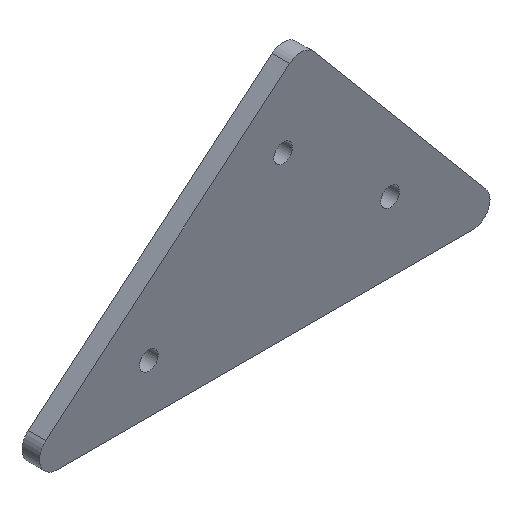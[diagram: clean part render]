
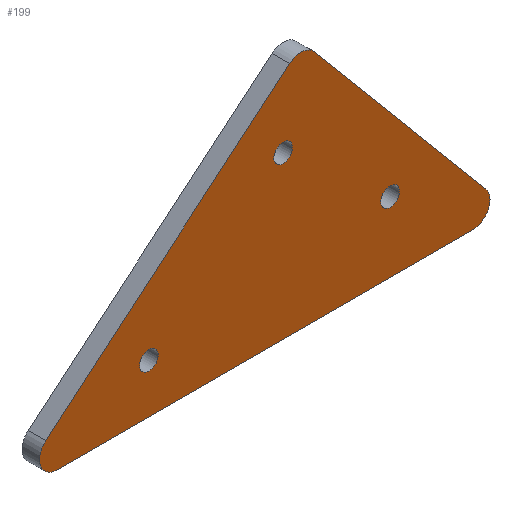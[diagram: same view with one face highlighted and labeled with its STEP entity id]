
A CAD part, isometric view. The second image highlights one B-rep face of the part: STEP entity #199.
In plain terms, the highlighted planar face has unit normal (0, -1, 0).
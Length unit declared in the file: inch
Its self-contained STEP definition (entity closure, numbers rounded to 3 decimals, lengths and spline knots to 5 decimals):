
#17=LINE('',#329,#29);
#19=LINE('',#334,#31);
#23=LINE('',#343,#35);
#29=VECTOR('',#270,39.37008);
#31=VECTOR('',#274,39.37008);
#35=VECTOR('',#280,39.37008);
#43=PLANE('',#239);
#50=FACE_BOUND('',#78,.T.);
#51=FACE_BOUND('',#79,.T.);
#52=FACE_BOUND('',#80,.T.);
#60=FACE_OUTER_BOUND('',#77,.T.);
#77=EDGE_LOOP('',(#165,#166,#167,#168,#169,#170));
#78=EDGE_LOOP('',(#171));
#79=EDGE_LOOP('',(#172));
#80=EDGE_LOOP('',(#173));
#85=CIRCLE('',#225,0.133);
#87=CIRCLE('',#228,0.133);
#89=CIRCLE('',#231,0.133);
#93=CIRCLE('',#240,0.25);
#94=CIRCLE('',#241,0.25);
#95=CIRCLE('',#242,0.25);
#97=VERTEX_POINT('',#310);
#99=VERTEX_POINT('',#315);
#101=VERTEX_POINT('',#320);
#104=VERTEX_POINT('',#326);
#105=VERTEX_POINT('',#328);
#106=VERTEX_POINT('',#332);
#107=VERTEX_POINT('',#333);
#110=VERTEX_POINT('',#341);
#111=VERTEX_POINT('',#342);
#115=EDGE_CURVE('',#97,#97,#85,.T.);
#117=EDGE_CURVE('',#99,#99,#87,.T.);
#119=EDGE_CURVE('',#101,#101,#89,.T.);
#122=EDGE_CURVE('',#104,#105,#17,.T.);
#124=EDGE_CURVE('',#106,#107,#19,.T.);
#128=EDGE_CURVE('',#110,#111,#23,.T.);
#135=EDGE_CURVE('',#104,#111,#93,.T.);
#136=EDGE_CURVE('',#110,#107,#94,.T.);
#137=EDGE_CURVE('',#106,#105,#95,.T.);
#165=ORIENTED_EDGE('',*,*,#122,.F.);
#166=ORIENTED_EDGE('',*,*,#135,.T.);
#167=ORIENTED_EDGE('',*,*,#128,.F.);
#168=ORIENTED_EDGE('',*,*,#136,.T.);
#169=ORIENTED_EDGE('',*,*,#124,.F.);
#170=ORIENTED_EDGE('',*,*,#137,.T.);
#171=ORIENTED_EDGE('',*,*,#115,.F.);
#172=ORIENTED_EDGE('',*,*,#117,.F.);
#173=ORIENTED_EDGE('',*,*,#119,.F.);
#199=ADVANCED_FACE('',(#60,#50,#51,#52),#43,.F.);
#225=AXIS2_PLACEMENT_3D('',#311,#252,#253);
#228=AXIS2_PLACEMENT_3D('',#316,#258,#259);
#231=AXIS2_PLACEMENT_3D('',#321,#264,#265);
#239=AXIS2_PLACEMENT_3D('',#353,#292,#293);
#240=AXIS2_PLACEMENT_3D('',#354,#294,#295);
#241=AXIS2_PLACEMENT_3D('',#355,#296,#297);
#242=AXIS2_PLACEMENT_3D('',#356,#298,#299);
#252=DIRECTION('center_axis',(0.,-1.,0.));
#253=DIRECTION('ref_axis',(0.,0.,-1.));
#258=DIRECTION('center_axis',(0.,-1.,0.));
#259=DIRECTION('ref_axis',(0.,0.,-1.));
#264=DIRECTION('center_axis',(0.,-1.,0.));
#265=DIRECTION('ref_axis',(0.,0.,-1.));
#270=DIRECTION('',(-1.,0.,0.));
#274=DIRECTION('',(0.766,0.,0.643));
#280=DIRECTION('',(0.643,0.,-0.766));
#292=DIRECTION('center_axis',(0.,1.,0.));
#293=DIRECTION('ref_axis',(-1.,0.,0.));
#294=DIRECTION('center_axis',(0.,-1.,0.));
#295=DIRECTION('ref_axis',(0.,0.,1.));
#296=DIRECTION('center_axis',(0.,-1.,0.));
#297=DIRECTION('ref_axis',(0.,0.,1.));
#298=DIRECTION('center_axis',(0.,-1.,0.));
#299=DIRECTION('ref_axis',(0.,0.,1.));
#310=CARTESIAN_POINT('',(5.54272,-6.5,5.56465));
#311=CARTESIAN_POINT('Origin',(5.54272,-6.5,5.69765));
#315=CARTESIAN_POINT('',(8.98467,-6.5,5.867));
#316=CARTESIAN_POINT('Origin',(8.98467,-6.5,6.));
#320=CARTESIAN_POINT('',(7.45783,-6.5,7.17162));
#321=CARTESIAN_POINT('Origin',(7.45783,-6.5,7.30462));
#326=CARTESIAN_POINT('',(10.16091,-6.5,5.));
#328=CARTESIAN_POINT('',(4.23137,-6.5,5.));
#329=CARTESIAN_POINT('',(7.47226,-6.5,5.));
#332=CARTESIAN_POINT('',(4.07067,-6.5,5.44151));
#333=CARTESIAN_POINT('',(7.55027,-6.5,8.36124));
#334=CARTESIAN_POINT('',(5.72488,-6.5,6.82955));
#341=CARTESIAN_POINT('',(7.90248,-6.5,8.33043));
#342=CARTESIAN_POINT('',(10.35243,-6.5,5.4107));
#343=CARTESIAN_POINT('',(8.94311,-6.5,7.09025));
#353=CARTESIAN_POINT('Origin',(27.75801,-6.5,25.10454));
#354=CARTESIAN_POINT('Origin',(10.16091,-6.5,5.25));
#355=CARTESIAN_POINT('Origin',(7.71097,-6.5,8.16973));
#356=CARTESIAN_POINT('Origin',(4.23137,-6.5,5.25));
